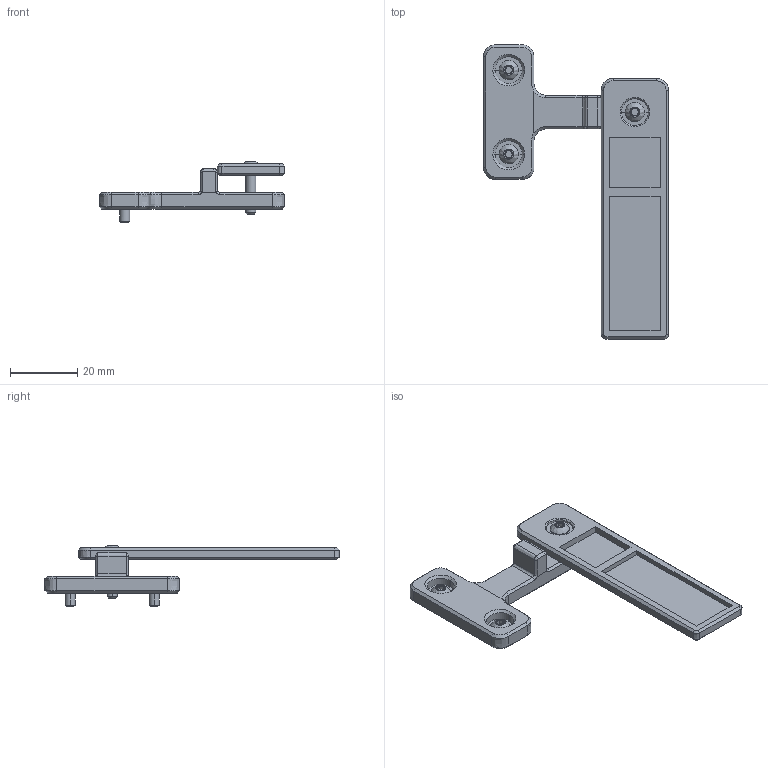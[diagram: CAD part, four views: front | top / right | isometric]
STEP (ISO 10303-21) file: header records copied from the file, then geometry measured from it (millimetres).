
FILE_DESCRIPTION(/* description */ (''),/* implementation_level */ '2;1');
FILE_NAME(/* name */ 'Dueling_Boops_224_Nozzle_Brush',/* time_stamp */ '2024-05-27T14:09:55+09:00',/* author */ (''),/* organization */ (''),/* preprocessor_version */ 'ST-DEVELOPER v20',/* originating_system */ '',/* authorisation */ '');
FILE_SCHEMA (('AUTOMOTIVE_DESIGN { 1 0 10303 214 3 1 1 }'));
Length unit declared in the file: millimetre
Bounding box: 55 x 87.5 x 18.15 mm (x, y, z)
Volume: 8963.8 mm3; surface area: 7580 mm2
Topology: 6 solids, 6 shells, 457 faces, 1148 edges, 718 vertices
Faces by surface type: bspline 457
Entity records: 20043 total; most frequent: CARTESIAN_POINT 13865, ORIENTED_EDGE 2296, EDGE_CURVE 1148, VERTEX_POINT 718, EDGE_LOOP 482, FACE_OUTER_BOUND 457, ADVANCED_FACE 457, B_SPLINE_CURVE_WITH_KNOTS 325
